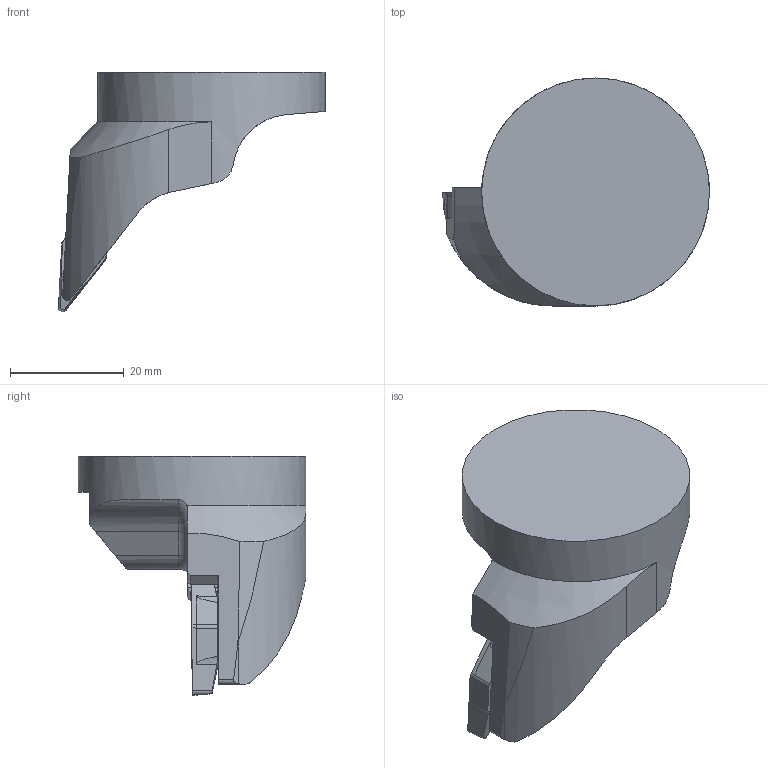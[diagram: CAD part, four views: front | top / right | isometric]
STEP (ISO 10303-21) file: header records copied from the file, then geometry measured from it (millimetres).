
FILE_DESCRIPTION(/* description */ (''),/* implementation_level */ '2;1');
FILE_NAME(/* name */ '1642505211148.stp',/* time_stamp */ '2022-01-18T16:57:09+05:00',/* author */ (''),/* organization */ ('SMS'),/* preprocessor_version */ 'ST-DEVELOPER v16.7',/* originating_system */ 'SIEMENS PLM Software NX 12.0',/* authorisation */ '');
FILE_SCHEMA (('AUTOMOTIVE_DESIGN { 1 0 10303 214 3 1 1 1 }'));
Length unit declared in the file: millimetre
Products named in the file (4): ASSEMBLY_CONSTRUCTION; 203930572mod000_00; 201573829mod000_02; 201573831mod000_02
Assembly tree (3 placements, depth 2):
  201573831mod000_02
    201573829mod000_02
    203930572mod000_00
    ASSEMBLY_CONSTRUCTION
Bounding box: 46.87 x 40 x 42 mm (x, y, z)
Volume: 20825.6 mm3; surface area: 5939.4 mm2
Topology: 2 solids, 2 shells, 81 faces, 212 edges, 143 vertices
Faces by surface type: plane 45, cylinder 15, cone 12, torus 4, extrusion 4, sphere 1
Full cylindrical faces by diameter (mm): 3 x1, 3.4 x1, 4.4 x1, 40 x1
Entity records: 2694 total; most frequent: CARTESIAN_POINT 580, DIRECTION 420, ORIENTED_EDGE 394, EDGE_CURVE 197, AXIS2_PLACEMENT_3D 150, VERTEX_POINT 130, VECTOR 120, LINE 116
